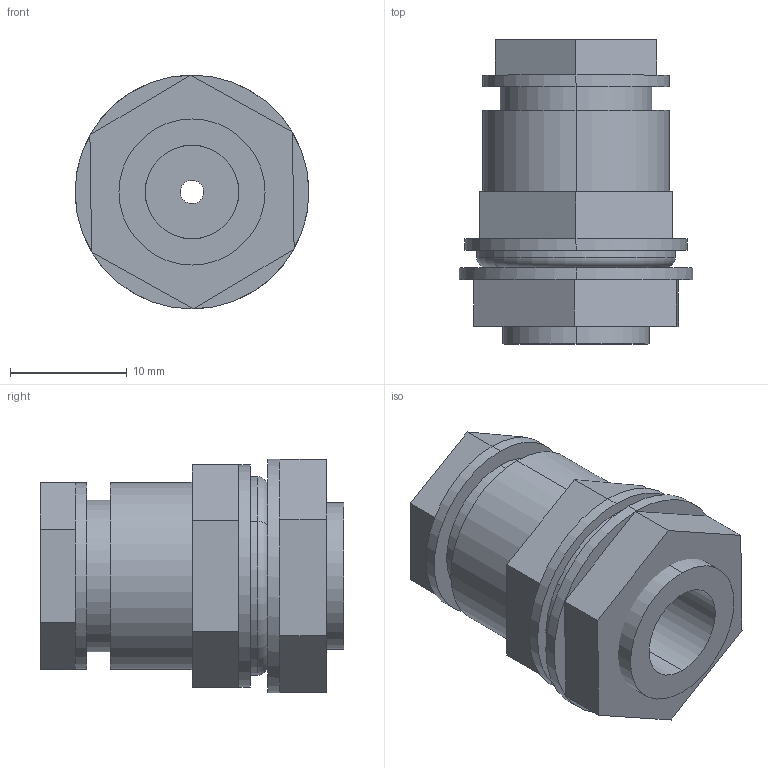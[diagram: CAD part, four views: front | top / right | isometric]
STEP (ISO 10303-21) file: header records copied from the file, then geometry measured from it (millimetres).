
FILE_DESCRIPTION (( 'STEP AP214' ), '1' );
FILE_NAME ('807.STEP', '2017-05-29T14:33:15', ( '' ), ( '' ), 'SwSTEP 2.0', 'SolidWorks 2017', '' );
FILE_SCHEMA (( 'AUTOMOTIVE_DESIGN' ));
Length unit declared in the file: millimetre
Products named in the file (7): Anel de Vedação PG07; Borracha Interna PG07; 807; Porca PG07; Trava PG07; Arruela Interna PG07; Corpo PG07
Assembly tree (6 placements, depth 2):
  807
    Corpo PG07
    Anel de Vedação PG07
    Porca PG07
    Borracha Interna PG07
    Arruela Interna PG07
    Trava PG07
Bounding box: 20 x 26 x 20 mm (x, y, z)
Volume: 4390 mm3; surface area: 4889.2 mm2
Topology: 6 solids, 6 shells, 89 faces, 174 edges, 100 vertices
Faces by surface type: plane 51, cylinder 24, cone 10, torus 4
Entity records: 2560 total; most frequent: DIRECTION 456, CARTESIAN_POINT 372, ORIENTED_EDGE 348, AXIS2_PLACEMENT_3D 184, EDGE_CURVE 174, EDGE_LOOP 104, VERTEX_POINT 100, ADVANCED_FACE 89
